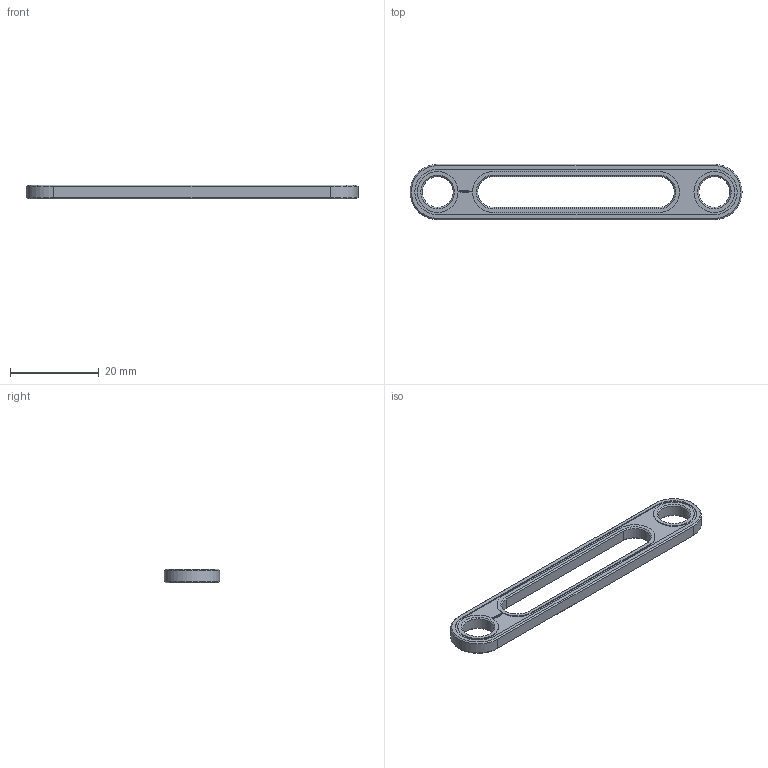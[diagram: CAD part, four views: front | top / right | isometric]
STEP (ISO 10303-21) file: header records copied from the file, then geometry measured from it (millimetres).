
FILE_DESCRIPTION(('FreeCAD Model'),'2;1');
FILE_NAME('Open CASCADE Shape Model','2021-03-08T22:41:03',( 'Paulo Kiefe'),('STEMFIE.org'),'Open CASCADE STEP processor 7.4', 'FreeCAD','Unknown');
FILE_SCHEMA(('AUTOMOTIVE_DESIGN { 1 0 10303 214 1 1 1 1 }'));
Length unit declared in the file: millimetre
Products named in the file (1): Brace_STR_SLT_CNT_ERR__BU06x01x00.25x04_-_SPN-BRC-0376_(stemfie.org)
Bounding box: 75 x 12.5 x 3.12 mm (x, y, z)
Volume: 1579.7 mm3; surface area: 1963.9 mm2
Topology: 1 solids, 1 shells, 567 faces, 1571 edges, 1043 vertices
Faces by surface type: plane 333, extrusion 210, cone 12, cylinder 12
Full cylindrical faces by diameter (mm): 7 x2, 9.2 x2
Entity records: 39981 total; most frequent: CARTESIAN_POINT 10238, DIRECTION 4620, VECTOR 3797, LINE 3587, ORIENTED_EDGE 3142, PCURVE 3142, DEFINITIONAL_REPRESENTATION 3142, EDGE_CURVE 1571
